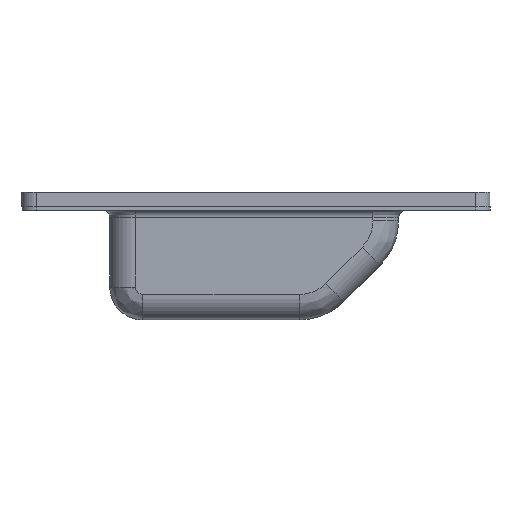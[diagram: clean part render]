
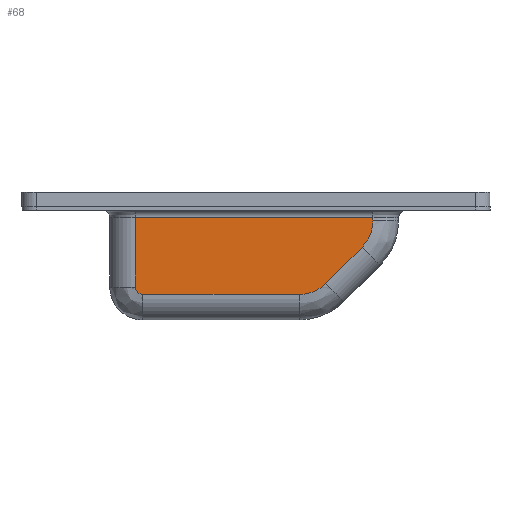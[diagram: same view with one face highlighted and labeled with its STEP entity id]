
A CAD part, front view. The second image highlights one B-rep face of the part: STEP entity #68.
In plain terms, the highlighted planar face has unit normal (0, -1, 0).
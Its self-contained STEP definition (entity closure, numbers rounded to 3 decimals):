
#68=ADVANCED_FACE('',(#194),#1814,.T.);
#194=FACE_OUTER_BOUND('',#320,.T.);
#320=EDGE_LOOP('',(#670,#671,#672,#673,#674,#675,#676,#677));
#670=ORIENTED_EDGE('',*,*,#1062,.T.);
#671=ORIENTED_EDGE('',*,*,#1063,.T.);
#672=ORIENTED_EDGE('',*,*,#1092,.T.);
#673=ORIENTED_EDGE('',*,*,#1064,.T.);
#674=ORIENTED_EDGE('',*,*,#1097,.T.);
#675=ORIENTED_EDGE('',*,*,#1102,.T.);
#676=ORIENTED_EDGE('',*,*,#1106,.T.);
#677=ORIENTED_EDGE('',*,*,#1065,.T.);
#1062=EDGE_CURVE('',#1694,#1695,#1542,.T.);
#1063=EDGE_CURVE('',#1695,#1696,#1543,.T.);
#1064=EDGE_CURVE('',#1697,#1698,#1544,.T.);
#1065=EDGE_CURVE('',#1701,#1694,#1545,.T.);
#1092=EDGE_CURVE('',#1696,#1697,#1263,.T.);
#1097=EDGE_CURVE('',#1698,#1699,#1268,.T.);
#1102=EDGE_CURVE('',#1699,#1700,#1185,.T.);
#1106=EDGE_CURVE('',#1700,#1701,#1275,.T.);
#1185=(
BOUNDED_CURVE()
B_SPLINE_CURVE(1,(#3570,#3571),.UNSPECIFIED.,.F.,.F.)
B_SPLINE_CURVE_WITH_KNOTS((2,2),(-7.018,0.),.UNSPECIFIED.)
CURVE()
GEOMETRIC_REPRESENTATION_ITEM()
RATIONAL_B_SPLINE_CURVE((1.,1.))
REPRESENTATION_ITEM('')
);
#1263=TRIMMED_CURVE($,#1399,(#3541),(#3542),.T.,.CARTESIAN.);
#1268=TRIMMED_CURVE($,#1404,(#3556),(#3557),.T.,.CARTESIAN.);
#1275=TRIMMED_CURVE($,#1411,(#3581),(#3582),.T.,.CARTESIAN.);
#1399=CIRCLE('',#2058,1.);
#1404=CIRCLE('',#2063,5.1);
#1411=CIRCLE('',#2070,5.1);
#1542=B_SPLINE_CURVE_WITH_KNOTS('',1,(#3460,#3461),.UNSPECIFIED.,.F.,.F.,
(2,2),(0.,32.5),.UNSPECIFIED.);
#1543=B_SPLINE_CURVE_WITH_KNOTS('',1,(#3462,#3463),.UNSPECIFIED.,.F.,.F.,
(2,2),(0.,9.5),.UNSPECIFIED.);
#1544=B_SPLINE_CURVE_WITH_KNOTS('',1,(#3464,#3465),.UNSPECIFIED.,.F.,.F.,
(2,2),(0.,21.438),.UNSPECIFIED.);
#1545=B_SPLINE_CURVE_WITH_KNOTS('',1,(#3466,#3467),.UNSPECIFIED.,.F.,.F.,
(2,2),(0.,0.438),.UNSPECIFIED.);
#1694=VERTEX_POINT('',#3228);
#1695=VERTEX_POINT('',#3229);
#1696=VERTEX_POINT('',#3230);
#1697=VERTEX_POINT('',#3231);
#1698=VERTEX_POINT('',#3232);
#1699=VERTEX_POINT('',#3233);
#1700=VERTEX_POINT('',#3234);
#1701=VERTEX_POINT('',#3235);
#1814=PLANE('',#1980);
#1980=AXIS2_PLACEMENT_3D('',#2918,#2229,$);
#2058=AXIS2_PLACEMENT_3D($,#3540,#2351,#2352);
#2063=AXIS2_PLACEMENT_3D($,#3555,#2361,#2362);
#2070=AXIS2_PLACEMENT_3D($,#3580,#2375,#2376);
#2229=DIRECTION('',(0.,-1.,0.));
#2351=DIRECTION('',(0.,-1.,0.));
#2352=DIRECTION('',(-1.,0.,0.));
#2361=DIRECTION('',(0.,-1.,0.));
#2362=DIRECTION('',(0.,0.,-1.));
#2375=DIRECTION('',(0.,-1.,0.));
#2376=DIRECTION('',(0.707,0.,-0.707));
#2918=CARTESIAN_POINT('',(-20.091,-25.542,-2.438));
#3228=CARTESIAN_POINT('',(15.671,-25.542,-3.5));
#3229=CARTESIAN_POINT('',(-16.829,-25.542,-3.5));
#3230=CARTESIAN_POINT('',(-16.829,-25.542,-13.));
#3231=CARTESIAN_POINT('',(-15.829,-25.542,-14.));
#3232=CARTESIAN_POINT('',(5.609,-25.542,-14.));
#3233=CARTESIAN_POINT('',(9.215,-25.542,-12.506));
#3234=CARTESIAN_POINT('',(14.177,-25.542,-7.544));
#3235=CARTESIAN_POINT('',(15.671,-25.542,-3.938));
#3460=CARTESIAN_POINT('',(15.671,-25.542,-3.5));
#3461=CARTESIAN_POINT('',(-16.829,-25.542,-3.5));
#3462=CARTESIAN_POINT('',(-16.829,-25.542,-3.5));
#3463=CARTESIAN_POINT('',(-16.829,-25.542,-13.));
#3464=CARTESIAN_POINT('',(-15.829,-25.542,-14.));
#3465=CARTESIAN_POINT('',(5.609,-25.542,-14.));
#3466=CARTESIAN_POINT('',(15.671,-25.542,-3.938));
#3467=CARTESIAN_POINT('',(15.671,-25.542,-3.5));
#3540=CARTESIAN_POINT('',(-15.829,-25.542,-13.));
#3541=CARTESIAN_POINT('',(-16.829,-25.542,-13.));
#3542=CARTESIAN_POINT('',(-15.829,-25.542,-14.));
#3555=CARTESIAN_POINT('',(5.609,-25.542,-8.9));
#3556=CARTESIAN_POINT('',(5.609,-25.542,-14.));
#3557=CARTESIAN_POINT('',(9.215,-25.542,-12.506));
#3570=CARTESIAN_POINT('',(9.215,-25.542,-12.506));
#3571=CARTESIAN_POINT('',(14.177,-25.542,-7.544));
#3580=CARTESIAN_POINT('',(10.571,-25.542,-3.938));
#3581=CARTESIAN_POINT('',(14.177,-25.542,-7.544));
#3582=CARTESIAN_POINT('',(15.671,-25.542,-3.938));
